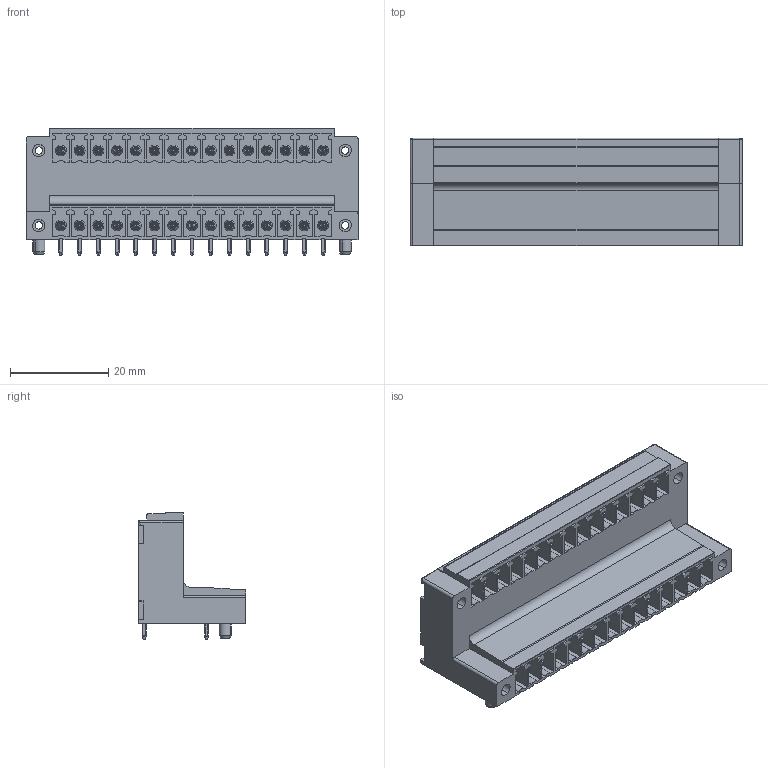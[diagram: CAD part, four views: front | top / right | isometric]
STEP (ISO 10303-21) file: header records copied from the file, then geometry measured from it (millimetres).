
FILE_DESCRIPTION(('CATIA V5 STEP Exchange','CAx-IF Rec.Pracs.--- Model Styling and Organization---1.2---2011-12-15'),'2;1');
FILE_NAME ('D1447247_0', '2018-10-15T05:54:19+00:00', ('none'), ('Weidmueller'), 'CATIA Version 5-6 Release 2014', 'CATIA V5 STEP AP214', 'none');
FILE_SCHEMA(('AUTOMOTIVE_DESIGN { 1 0 10303 214 1 1 1 1 }'));
Products named in the file (1): 1032720000
Bounding box: 67.54 x 21.9 x 25.9 mm (x, y, z)
Volume: 13394.7 mm3; surface area: 16140.9 mm2
Topology: 31 solids, 31 shells, 2044 faces, 5564 edges, 3650 vertices
Faces by surface type: plane 1256, cylinder 538, cone 158, torus 60, revolution 30, bspline 2
Entity records: 63577 total; most frequent: CARTESIAN_POINT 17771, ORIENTED_EDGE 11124, DIRECTION 6656, EDGE_CURVE 5562, VECTOR 3840, LINE 3840, VERTEX_POINT 3650, EDGE_LOOP 2182
